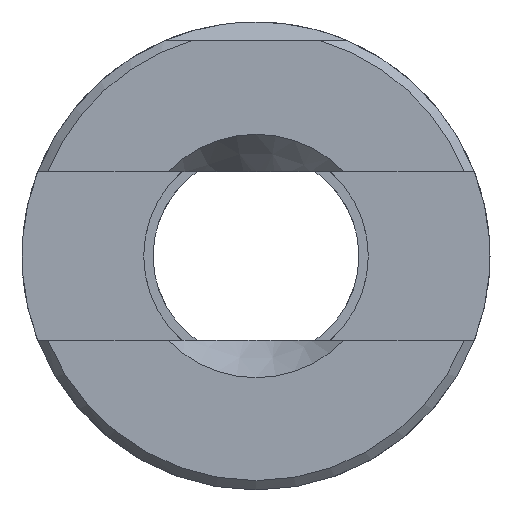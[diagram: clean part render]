
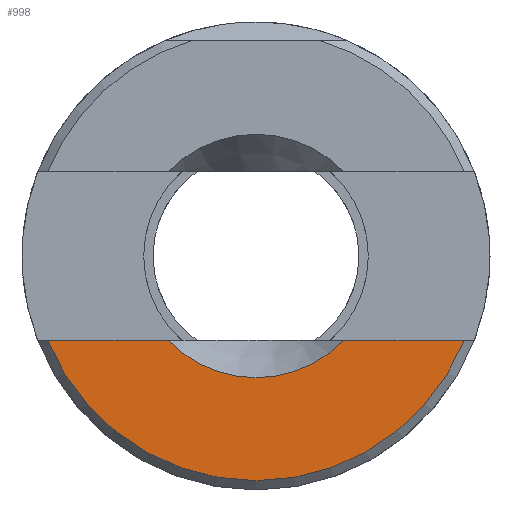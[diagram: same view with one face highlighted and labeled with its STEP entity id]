
A CAD part, left-side view. The second image highlights one B-rep face of the part: STEP entity #998.
In plain terms, the highlighted planar face has unit normal (-1, 0, 0).
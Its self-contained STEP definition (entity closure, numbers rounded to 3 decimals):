
#30=PLANE('',#1068);
#81=LINE('',#1518,#131);
#82=LINE('',#1523,#132);
#131=VECTOR('',#1202,1000.);
#132=VECTOR('',#1205,1000.);
#244=ORIENTED_EDGE('',*,*,#443,.T.);
#245=ORIENTED_EDGE('',*,*,#444,.T.);
#246=ORIENTED_EDGE('',*,*,#445,.T.);
#247=ORIENTED_EDGE('',*,*,#446,.F.);
#443=EDGE_CURVE('',#540,#541,#81,.T.);
#444=EDGE_CURVE('',#541,#542,#570,.F.);
#445=EDGE_CURVE('',#542,#543,#82,.T.);
#446=EDGE_CURVE('',#540,#543,#571,.T.);
#540=VERTEX_POINT('',#1519);
#541=VERTEX_POINT('',#1520);
#542=VERTEX_POINT('',#1522);
#543=VERTEX_POINT('',#1524);
#570=CIRCLE('',#1069,24.);
#571=CIRCLE('',#1070,13.);
#591=EDGE_LOOP('',(#244,#245,#246,#247));
#644=FACE_BOUND('',#591,.T.);
#998=ADVANCED_FACE('',(#644),#30,.F.);
#1068=AXIS2_PLACEMENT_3D('',#1517,#1200,#1201);
#1069=AXIS2_PLACEMENT_3D('',#1521,#1203,#1204);
#1070=AXIS2_PLACEMENT_3D('',#1525,#1206,#1207);
#1200=DIRECTION('',(1.,0.,0.));
#1201=DIRECTION('',(0.,0.,-1.));
#1202=DIRECTION('',(0.,1.,0.));
#1203=DIRECTION('',(1.,0.,0.));
#1204=DIRECTION('',(0.,0.,-1.));
#1205=DIRECTION('',(0.,1.,0.));
#1206=DIRECTION('',(-1.,0.,0.));
#1207=DIRECTION('',(0.,0.,1.));
#1517=CARTESIAN_POINT('',(0.,25.,0.));
#1518=CARTESIAN_POINT('',(0.,25.,-9.));
#1519=CARTESIAN_POINT('',(0.,9.381,-9.));
#1520=CARTESIAN_POINT('',(0.,22.249,-9.));
#1521=CARTESIAN_POINT('',(0.,0.,0.));
#1522=CARTESIAN_POINT('',(0.,-22.249,-9.));
#1523=CARTESIAN_POINT('',(0.,25.,-9.));
#1524=CARTESIAN_POINT('',(0.,-9.381,-9.));
#1525=CARTESIAN_POINT('',(0.,0.,0.));
